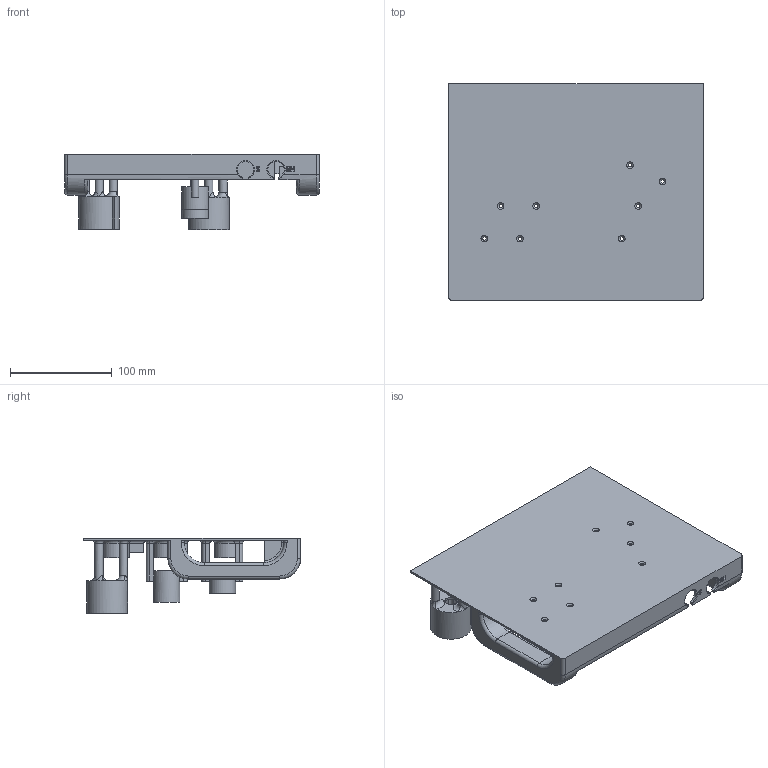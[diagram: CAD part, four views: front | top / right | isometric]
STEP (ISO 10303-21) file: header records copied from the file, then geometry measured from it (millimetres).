
FILE_DESCRIPTION(/* description */ (''),/* implementation_level */ '2;1');
FILE_NAME(/* name */ '50 - All-in-one base plate.stp',/* time_stamp */ '2023-06-26T15:35:59+02:00',/* author */ ('3D'),/* organization */ (''),/* preprocessor_version */ 'ST-DEVELOPER v18.1',/* originating_system */ 'Autodesk Inventor 2022',/* authorisation */ '');
FILE_SCHEMA (('AUTOMOTIVE_DESIGN { 1 0 10303 214 3 1 1 }'));
Length unit declared in the file: millimetre
Products named in the file (1): all in one
Bounding box: 250 x 212.5 x 74 mm (x, y, z)
Volume: 345517.9 mm3; surface area: 201438.8 mm2
Topology: 1 solids, 11 shells, 406 faces, 1024 edges, 646 vertices
Faces by surface type: plane 165, cylinder 149, torus 42, bspline 42, cone 8
Full cylindrical faces by diameter (mm): 2.7 x1, 2.8 x1, 3.5 x8, 4.5 x16, 8 x6, 20 x5, 26 x5
Entity records: 13801 total; most frequent: CARTESIAN_POINT 3688, DIRECTION 2036, ORIENTED_EDGE 2024, EDGE_CURVE 1012, AXIS2_PLACEMENT_3D 763, VERTEX_POINT 646, LINE 510, VECTOR 510
